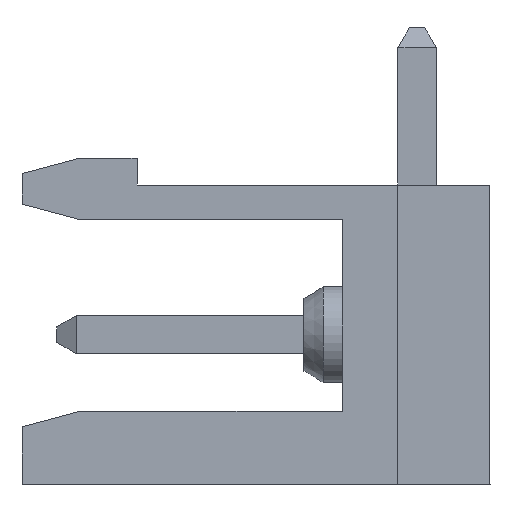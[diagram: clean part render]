
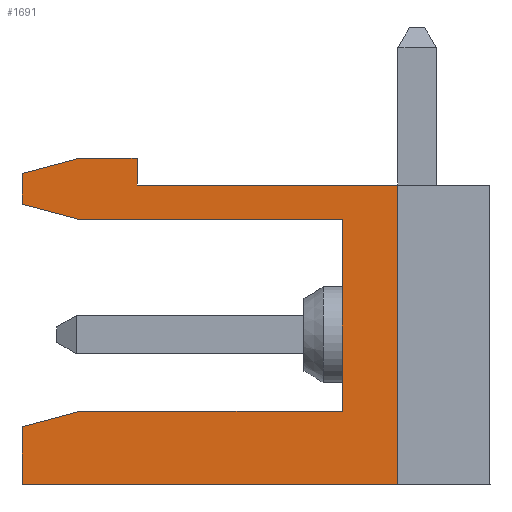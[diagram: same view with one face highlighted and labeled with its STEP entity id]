
A CAD part, left-side view. The second image highlights one B-rep face of the part: STEP entity #1691.
In plain terms, the highlighted planar face has unit normal (-1, 0, 0).
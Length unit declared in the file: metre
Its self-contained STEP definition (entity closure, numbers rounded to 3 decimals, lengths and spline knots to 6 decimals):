
#1691=ADVANCED_FACE('',(#3513),#3514,.F.);
#3513=FACE_OUTER_BOUND('',#5420,.T.);
#3514=PLANE('',#5421);
#5420=EDGE_LOOP('',(#10371,#10372,#10373,#10374,#10375,#10376,#10377,#10378,#10379,#10380,#10381,#10382,#10383));
#5421=AXIS2_PLACEMENT_3D('',#10384,#10385,#10386);
#10371=ORIENTED_EDGE('',*,*,#11809,.F.);
#10372=ORIENTED_EDGE('',*,*,#11677,.F.);
#10373=ORIENTED_EDGE('',*,*,#13026,.F.);
#10374=ORIENTED_EDGE('',*,*,#13147,.F.);
#10375=ORIENTED_EDGE('',*,*,#12098,.F.);
#10376=ORIENTED_EDGE('',*,*,#13182,.F.);
#10377=ORIENTED_EDGE('',*,*,#11647,.F.);
#10378=ORIENTED_EDGE('',*,*,#12765,.T.);
#10379=ORIENTED_EDGE('',*,*,#11267,.T.);
#10380=ORIENTED_EDGE('',*,*,#11897,.F.);
#10381=ORIENTED_EDGE('',*,*,#11600,.T.);
#10382=ORIENTED_EDGE('',*,*,#12756,.F.);
#10383=ORIENTED_EDGE('',*,*,#13012,.F.);
#10384=CARTESIAN_POINT('',(-0.0499,0.0098,0.000699));
#10385=DIRECTION('',(1.0,0.,0.));
#10386=DIRECTION('',(0.,1.0,0.));
#11267=EDGE_CURVE('',#13461,#13458,#13462,.T.);
#11600=EDGE_CURVE('',#14048,#14049,#14050,.T.);
#11647=EDGE_CURVE('',#14124,#14127,#14128,.T.);
#11677=EDGE_CURVE('',#14172,#14175,#14176,.T.);
#11809=EDGE_CURVE('',#14175,#14385,#14386,.T.);
#11897=EDGE_CURVE('',#14048,#13458,#14528,.T.);
#12098=EDGE_CURVE('',#14845,#14848,#14849,.T.);
#12756=EDGE_CURVE('',#15752,#14049,#15755,.T.);
#12765=EDGE_CURVE('',#14124,#13461,#15766,.T.);
#13012=EDGE_CURVE('',#14385,#15752,#16064,.T.);
#13026=EDGE_CURVE('',#16081,#14172,#16083,.T.);
#13147=EDGE_CURVE('',#14848,#16081,#16216,.T.);
#13182=EDGE_CURVE('',#14127,#14845,#16252,.T.);
#13458=VERTEX_POINT('',#16596);
#13461=VERTEX_POINT('',#16600);
#13462=LINE('',#16601,#16602);
#14048=VERTEX_POINT('',#17479);
#14049=VERTEX_POINT('',#17480);
#14050=LINE('',#17481,#17482);
#14124=VERTEX_POINT('',#17591);
#14127=VERTEX_POINT('',#17595);
#14128=LINE('',#17596,#17597);
#14172=VERTEX_POINT('',#17664);
#14175=VERTEX_POINT('',#17668);
#14176=LINE('',#17669,#17670);
#14385=VERTEX_POINT('',#17973);
#14386=LINE('',#17974,#17975);
#14528=LINE('',#18186,#18187);
#14845=VERTEX_POINT('',#18642);
#14848=VERTEX_POINT('',#18646);
#14849=LINE('',#18647,#18648);
#15752=VERTEX_POINT('',#20006);
#15755=LINE('',#20010,#20011);
#15766=LINE('',#20029,#20030);
#16064=LINE('',#20485,#20486);
#16081=VERTEX_POINT('',#20508);
#16083=LINE('',#20511,#20512);
#16216=LINE('',#20719,#20720);
#16252=LINE('',#20769,#20770);
#16596=CARTESIAN_POINT('',(-0.0499,0.00145,-0.000901));
#16600=CARTESIAN_POINT('',(-0.0499,0.008307,-0.000901));
#16601=CARTESIAN_POINT('',(-0.0499,0.0015,-0.000901));
#16602=VECTOR('',#20994,1.0);
#17479=CARTESIAN_POINT('',(-0.0499,0.00145,-0.005901));
#17480=CARTESIAN_POINT('',(-0.0499,0.0083,-0.005901));
#17481=CARTESIAN_POINT('',(-0.0499,0.0015,-0.005901));
#17482=VECTOR('',#21290,1.0);
#17591=CARTESIAN_POINT('',(-0.0499,0.0098,-0.000501));
#17595=CARTESIAN_POINT('',(-0.0499,0.0098,0.000299));
#17596=CARTESIAN_POINT('',(-0.0499,0.0098,-0.006303));
#17597=VECTOR('',#21330,1.0);
#17664=CARTESIAN_POINT('',(-0.0499,0.,0.));
#17668=CARTESIAN_POINT('',(-0.0499,0.,-0.007801));
#17669=CARTESIAN_POINT('',(-0.0499,0.,-0.007801));
#17670=VECTOR('',#21352,1.0);
#17973=CARTESIAN_POINT('',(-0.0499,0.0098,-0.007801));
#17974=CARTESIAN_POINT('',(-0.0499,0.0098,-0.007801));
#17975=VECTOR('',#21471,1.0);
#18186=CARTESIAN_POINT('',(-0.0499,0.00145,-0.000901));
#18187=VECTOR('',#21553,1.0);
#18642=CARTESIAN_POINT('',(-0.0499,0.008307,0.000699));
#18646=CARTESIAN_POINT('',(-0.0499,0.0068,0.000699));
#18647=CARTESIAN_POINT('',(-0.0499,0.0068,0.000699));
#18648=VECTOR('',#21750,1.0);
#20006=CARTESIAN_POINT('',(-0.0499,0.0098,-0.006303));
#20010=CARTESIAN_POINT('',(-0.0499,0.0083,-0.005901));
#20011=VECTOR('',#22270,1.0);
#20029=CARTESIAN_POINT('',(-0.0499,0.001956,-0.002603));
#20030=VECTOR('',#22275,1.0);
#20485=CARTESIAN_POINT('',(-0.0499,0.0098,-0.006303));
#20486=VECTOR('',#22445,1.0);
#20508=CARTESIAN_POINT('',(-0.0499,0.0068,0.));
#20511=CARTESIAN_POINT('',(-0.0499,0.,0.));
#20512=VECTOR('',#22467,1.0);
#20719=CARTESIAN_POINT('',(-0.0499,0.0068,0.000299));
#20720=VECTOR('',#22539,1.0);
#20769=CARTESIAN_POINT('',(-0.0499,0.008307,0.000699));
#20770=VECTOR('',#22559,1.0);
#20994=DIRECTION('',(0.,-1.0,0.));
#21290=DIRECTION('',(0.,1.0,0.));
#21330=DIRECTION('',(0.,0.,1.0));
#21352=DIRECTION('',(0.,0.,-1.0));
#21471=DIRECTION('',(0.,1.0,0.));
#21553=DIRECTION('',(0.,0.,1.0));
#21750=DIRECTION('',(0.,-1.0,0.));
#22270=DIRECTION('',(0.,-0.966,0.259));
#22275=DIRECTION('',(0.,-0.966,-0.259));
#22445=DIRECTION('',(0.,0.,1.0));
#22467=DIRECTION('',(0.,-1.0,0.));
#22539=DIRECTION('',(0.,0.,-1.0));
#22559=DIRECTION('',(0.,-0.966,0.259));
